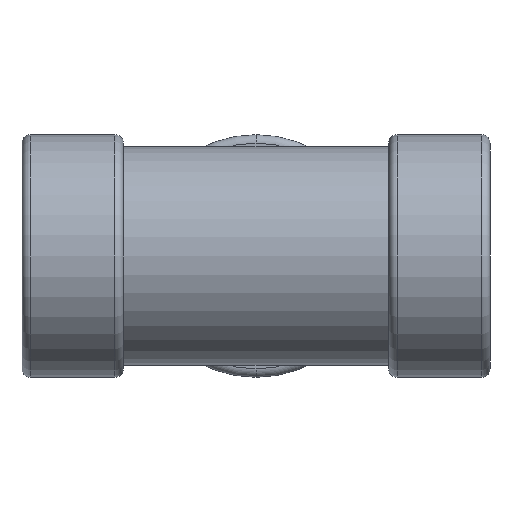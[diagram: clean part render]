
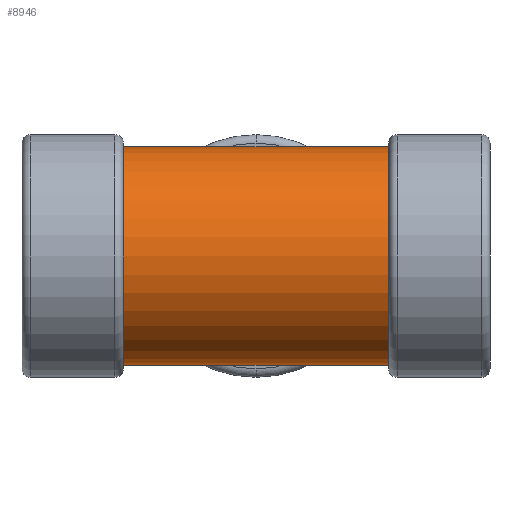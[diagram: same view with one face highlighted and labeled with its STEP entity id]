
A CAD part, front view. The second image highlights one B-rep face of the part: STEP entity #8946.
In plain terms, the highlighted cylindrical face has radius 9.716 mm (diameter 19.431 mm), a partial arc.
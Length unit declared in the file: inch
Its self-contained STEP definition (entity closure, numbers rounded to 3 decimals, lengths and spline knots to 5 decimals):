
#269 = LINE ( 'NONE', #5036, #5460 ) ;
#580 = EDGE_CURVE ( 'NONE', #8373, #2750, #269, .T. ) ;
#759 = CARTESIAN_POINT ( 'NONE',  ( 1.08187, 0., 0.3825 ) ) ;
#855 = DIRECTION ( 'NONE',  ( -1., 0., 0. ) ) ;
#1058 = CARTESIAN_POINT ( 'NONE',  ( 1.08187, 0., 0.3825 ) ) ;
#1096 = VERTEX_POINT ( 'NONE', #7540 ) ;
#1213 = CARTESIAN_POINT ( 'NONE',  ( 0.4645, 0., 0.3825 ) ) ;
#1750 = CARTESIAN_POINT ( 'NONE',  ( 0.4645, 0., -0.3825 ) ) ;
#2009 = CIRCLE ( 'NONE', #3760, 0.3825 ) ;
#2066 = EDGE_CURVE ( 'NONE', #12950, #1096, #3337, .T. ) ;
#2105 = DIRECTION ( 'NONE',  ( -1., 0., 0. ) ) ;
#2145 = AXIS2_PLACEMENT_3D ( 'NONE', #13109, #12109, #11261 ) ;
#2398 = DIRECTION ( 'NONE',  ( 0., 0., -1. ) ) ;
#2409 = ORIENTED_EDGE ( 'NONE', *, *, #2066, .T. ) ;
#2750 = VERTEX_POINT ( 'NONE', #3334 ) ;
#2979 = FACE_OUTER_BOUND ( 'NONE', #5338, .T. ) ;
#3236 = CARTESIAN_POINT ( 'NONE',  ( 0.4645, 0., 0. ) ) ;
#3319 = CARTESIAN_POINT ( 'NONE',  ( 0., 0., -0.3825 ) ) ;
#3334 = CARTESIAN_POINT ( 'NONE',  ( -0.4645, 0., -0.3825 ) ) ;
#3337 = LINE ( 'NONE', #1058, #11092 ) ;
#3365 = EDGE_CURVE ( 'NONE', #10821, #8373, #3647, .T. ) ;
#3550 = EDGE_CURVE ( 'NONE', #10137, #12950, #6565, .T. ) ;
#3647 = LINE ( 'NONE', #4592, #11420 ) ;
#3760 = AXIS2_PLACEMENT_3D ( 'NONE', #11666, #4575, #2398 ) ;
#4492 = ORIENTED_EDGE ( 'NONE', *, *, #9168, .T. ) ;
#4575 = DIRECTION ( 'NONE',  ( 1., 0., 0. ) ) ;
#4592 = CARTESIAN_POINT ( 'NONE',  ( 1.08187, 0., -0.3825 ) ) ;
#5036 = CARTESIAN_POINT ( 'NONE',  ( 1.08187, 0., -0.3825 ) ) ;
#5084 = DIRECTION ( 'NONE',  ( -1., 0., 0. ) ) ;
#5322 = DIRECTION ( 'NONE',  ( 0., 0., -1. ) ) ;
#5338 = EDGE_LOOP ( 'NONE', ( #11112, #7747, #8276, #2409, #4492, #11459 ) ) ;
#5460 = VECTOR ( 'NONE', #5084, 39.37008 ) ;
#6565 = LINE ( 'NONE', #759, #6869 ) ;
#6869 = VECTOR ( 'NONE', #855, 39.37008 ) ;
#7427 = DIRECTION ( 'NONE',  ( 1., 0., 0. ) ) ;
#7540 = CARTESIAN_POINT ( 'NONE',  ( -0.4645, 0., 0.3825 ) ) ;
#7747 = ORIENTED_EDGE ( 'NONE', *, *, #8564, .F. ) ;
#8276 = ORIENTED_EDGE ( 'NONE', *, *, #3550, .T. ) ;
#8373 = VERTEX_POINT ( 'NONE', #3319 ) ;
#8473 = CYLINDRICAL_SURFACE ( 'NONE', #2145, 0.3825 ) ;
#8564 = EDGE_CURVE ( 'NONE', #10137, #10821, #8645, .T. ) ;
#8645 = CIRCLE ( 'NONE', #10458, 0.3825 ) ;
#8946 = ADVANCED_FACE ( 'NONE', ( #2979 ), #8473, .T. ) ;
#9168 = EDGE_CURVE ( 'NONE', #1096, #2750, #2009, .T. ) ;
#9868 = CARTESIAN_POINT ( 'NONE',  ( 0., 0., 0.3825 ) ) ;
#10137 = VERTEX_POINT ( 'NONE', #1213 ) ;
#10458 = AXIS2_PLACEMENT_3D ( 'NONE', #3236, #7427, #5322 ) ;
#10821 = VERTEX_POINT ( 'NONE', #1750 ) ;
#11092 = VECTOR ( 'NONE', #2105, 39.37008 ) ;
#11112 = ORIENTED_EDGE ( 'NONE', *, *, #3365, .F. ) ;
#11261 = DIRECTION ( 'NONE',  ( 0., 0., 1. ) ) ;
#11420 = VECTOR ( 'NONE', #11819, 39.37008 ) ;
#11459 = ORIENTED_EDGE ( 'NONE', *, *, #580, .F. ) ;
#11666 = CARTESIAN_POINT ( 'NONE',  ( -0.4645, 0., 0. ) ) ;
#11819 = DIRECTION ( 'NONE',  ( -1., 0., 0. ) ) ;
#12109 = DIRECTION ( 'NONE',  ( -1., 0., 0. ) ) ;
#12950 = VERTEX_POINT ( 'NONE', #9868 ) ;
#13109 = CARTESIAN_POINT ( 'NONE',  ( 1.08187, 0., 0. ) ) ;
